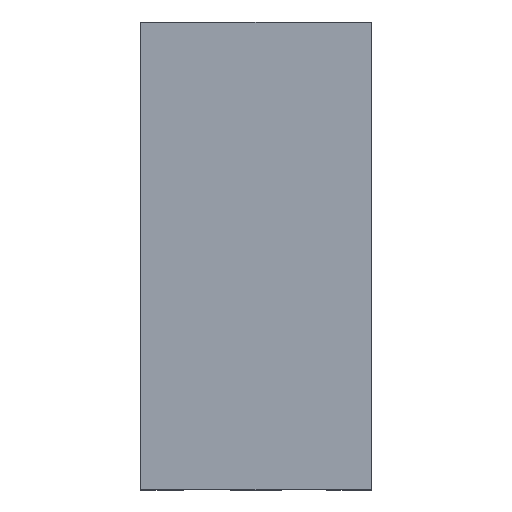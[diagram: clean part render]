
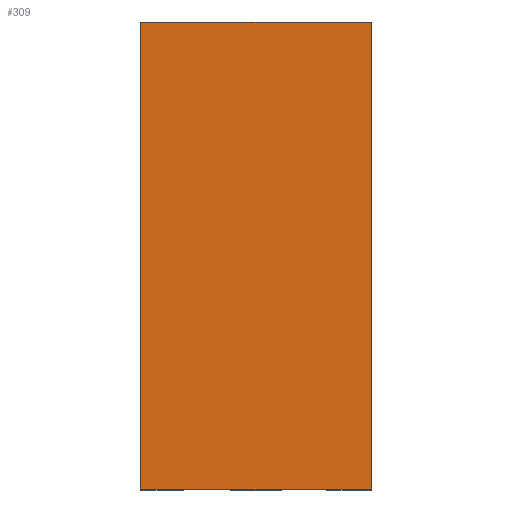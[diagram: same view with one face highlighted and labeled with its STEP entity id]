
A CAD part, top view. The second image highlights one B-rep face of the part: STEP entity #309.
In plain terms, the highlighted planar face has unit normal (0, 0, 1).
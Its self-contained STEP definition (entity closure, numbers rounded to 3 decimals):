
#23=FACE_OUTER_BOUND('',#39,.T.);
#39=EDGE_LOOP('',(#249,#250,#251,#252));
#66=LINE('',#466,#108);
#79=LINE('',#490,#121);
#80=LINE('',#492,#122);
#81=LINE('',#493,#123);
#108=VECTOR('',#378,10.);
#121=VECTOR('',#399,10.);
#122=VECTOR('',#400,10.);
#123=VECTOR('',#401,10.);
#147=VERTEX_POINT('',#464);
#148=VERTEX_POINT('',#465);
#155=VERTEX_POINT('',#489);
#156=VERTEX_POINT('',#491);
#178=EDGE_CURVE('',#147,#148,#66,.T.);
#191=EDGE_CURVE('',#155,#148,#79,.T.);
#192=EDGE_CURVE('',#155,#156,#80,.T.);
#193=EDGE_CURVE('',#156,#147,#81,.T.);
#249=ORIENTED_EDGE('',*,*,#191,.F.);
#250=ORIENTED_EDGE('',*,*,#192,.T.);
#251=ORIENTED_EDGE('',*,*,#193,.T.);
#252=ORIENTED_EDGE('',*,*,#178,.T.);
#293=PLANE('',#339);
#309=ADVANCED_FACE('',(#23),#293,.T.);
#339=AXIS2_PLACEMENT_3D('',#488,#397,#398);
#378=DIRECTION('',(1.,0.,0.));
#397=DIRECTION('center_axis',(0.,0.,1.));
#398=DIRECTION('ref_axis',(1.,0.,0.));
#399=DIRECTION('',(0.,-1.,0.));
#400=DIRECTION('',(-1.,0.,0.));
#401=DIRECTION('',(0.,-1.,0.));
#464=CARTESIAN_POINT('',(19.96,-130.985,0.));
#465=CARTESIAN_POINT('',(33.46,-130.985,0.));
#466=CARTESIAN_POINT('',(19.96,-130.985,0.));
#488=CARTESIAN_POINT('Origin',(26.71,-117.285,0.));
#489=CARTESIAN_POINT('',(33.46,-103.585,0.));
#490=CARTESIAN_POINT('',(33.46,-119.285,0.));
#491=CARTESIAN_POINT('',(19.96,-103.585,0.));
#492=CARTESIAN_POINT('',(33.46,-103.585,0.));
#493=CARTESIAN_POINT('',(19.96,-103.585,0.));
